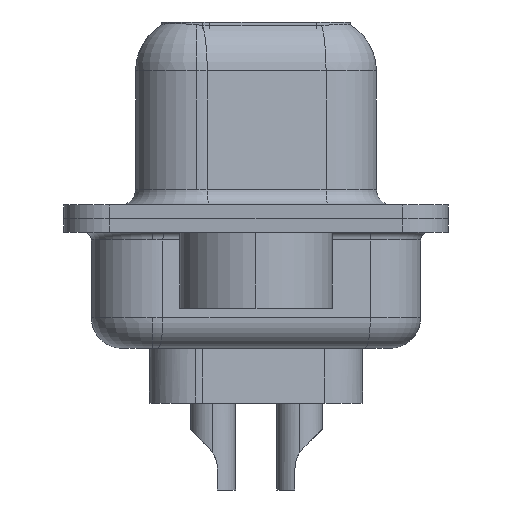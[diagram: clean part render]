
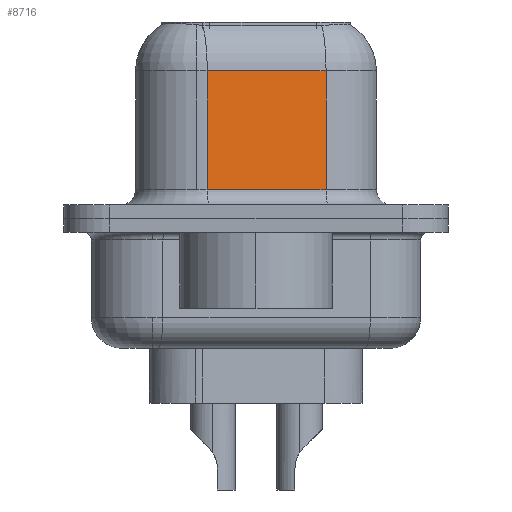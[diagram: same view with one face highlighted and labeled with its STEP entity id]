
A CAD part, left-side view. The second image highlights one B-rep face of the part: STEP entity #8716.
In plain terms, the highlighted planar face has unit normal (-0.985, -0.174, 0).
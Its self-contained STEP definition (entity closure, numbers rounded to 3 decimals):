
#219 = VECTOR ( 'NONE', #7351, 1000. ) ;
#1147 = LINE ( 'NONE', #7567, #219 ) ;
#1740 = VERTEX_POINT ( 'NONE', #10474 ) ;
#2843 = DIRECTION ( 'NONE',  ( 0.174, -0.985, 0. ) ) ;
#2902 = EDGE_CURVE ( 'NONE', #4554, #1740, #1147, .T. ) ;
#3821 = LINE ( 'NONE', #10481, #10991 ) ;
#4174 = DIRECTION ( 'NONE',  ( -0.174, 0.985, 0. ) ) ;
#4545 = ORIENTED_EDGE ( 'NONE', *, *, #2902, .T. ) ;
#4554 = VERTEX_POINT ( 'NONE', #16254 ) ;
#4904 = EDGE_CURVE ( 'NONE', #1740, #10341, #17963, .T. ) ;
#5394 = ORIENTED_EDGE ( 'NONE', *, *, #4904, .T. ) ;
#6392 = DIRECTION ( 'NONE',  ( 0.985, 0.174, 0. ) ) ;
#7045 = CARTESIAN_POINT ( 'NONE',  ( 5.053, -2.297, 0.95 ) ) ;
#7351 = DIRECTION ( 'NONE',  ( 0., 0., -1. ) ) ;
#7567 = CARTESIAN_POINT ( 'NONE',  ( 4.365, 1.603, 6.6 ) ) ;
#7650 = AXIS2_PLACEMENT_3D ( 'NONE', #8039, #6392, #14887 ) ;
#8039 = CARTESIAN_POINT ( 'NONE',  ( 5.053, -2.297, 6.6 ) ) ;
#8054 = EDGE_CURVE ( 'NONE', #15183, #4554, #13754, .T. ) ;
#8716 = ADVANCED_FACE ( 'NONE', ( #11209 ), #18140, .F. ) ;
#9925 = EDGE_LOOP ( 'NONE', ( #17944, #21342, #4545, #5394 ) ) ;
#10341 = VERTEX_POINT ( 'NONE', #7045 ) ;
#10474 = CARTESIAN_POINT ( 'NONE',  ( 4.365, 1.603, 0.95 ) ) ;
#10481 = CARTESIAN_POINT ( 'NONE',  ( 5.053, -2.297, 6.6 ) ) ;
#10991 = VECTOR ( 'NONE', #15901, 1000. ) ;
#11190 = CARTESIAN_POINT ( 'NONE',  ( 5.053, -2.297, 4.85 ) ) ;
#11209 = FACE_OUTER_BOUND ( 'NONE', #9925, .T. ) ;
#13433 = VECTOR ( 'NONE', #2843, 1000. ) ;
#13754 = LINE ( 'NONE', #14073, #19108 ) ;
#14073 = CARTESIAN_POINT ( 'NONE',  ( 5.053, -2.297, 4.85 ) ) ;
#14887 = DIRECTION ( 'NONE',  ( -0.174, 0.985, 0. ) ) ;
#15183 = VERTEX_POINT ( 'NONE', #11190 ) ;
#15901 = DIRECTION ( 'NONE',  ( 0., 0., -1. ) ) ;
#16254 = CARTESIAN_POINT ( 'NONE',  ( 4.365, 1.603, 4.85 ) ) ;
#17751 = CARTESIAN_POINT ( 'NONE',  ( 5.053, -2.297, 0.95 ) ) ;
#17944 = ORIENTED_EDGE ( 'NONE', *, *, #19020, .F. ) ;
#17963 = LINE ( 'NONE', #17751, #13433 ) ;
#18140 = PLANE ( 'NONE',  #7650 ) ;
#19020 = EDGE_CURVE ( 'NONE', #15183, #10341, #3821, .T. ) ;
#19108 = VECTOR ( 'NONE', #4174, 1000. ) ;
#21342 = ORIENTED_EDGE ( 'NONE', *, *, #8054, .T. ) ;
